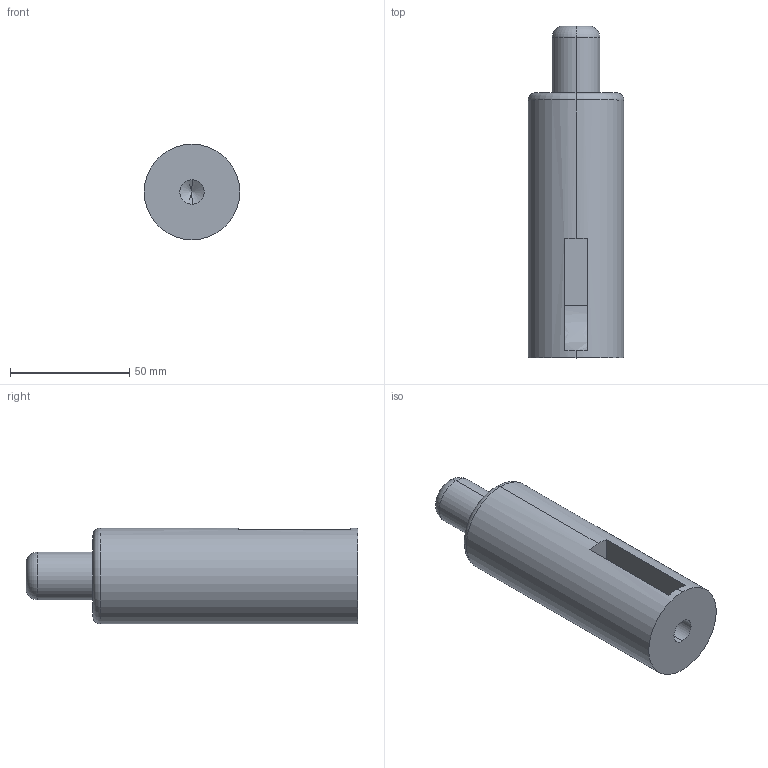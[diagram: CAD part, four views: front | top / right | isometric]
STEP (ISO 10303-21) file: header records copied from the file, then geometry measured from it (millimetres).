
FILE_DESCRIPTION (( 'STEP AP214' ), '1' );
FILE_NAME ('T37683.step', '2023-06-08T07:35:15', ( '' ), ( '' ), 'SwSTEP 2.0', 'SolidWorks 2022', '' );
FILE_SCHEMA (( 'AUTOMOTIVE_DESIGN' ));
Length unit declared in the file: millimetre
Products named in the file (1): T37683
Bounding box: 40 x 139 x 40 mm (x, y, z)
Volume: 133904.4 mm3; surface area: 22048.6 mm2
Topology: 1 solids, 1 shells, 22 faces, 49 edges, 29 vertices
Faces by surface type: cylinder 8, plane 7, torus 4, cone 2, bspline 1
Entity records: 727 total; most frequent: CARTESIAN_POINT 179, DIRECTION 114, ORIENTED_EDGE 94, AXIS2_PLACEMENT_3D 48, EDGE_CURVE 47, VERTEX_POINT 29, CIRCLE 26, EDGE_LOOP 24
